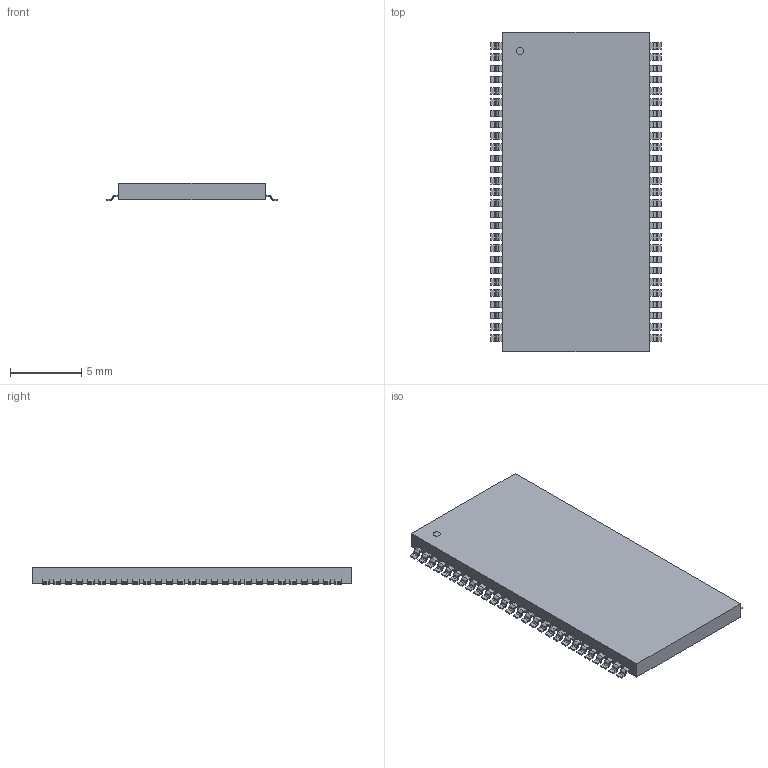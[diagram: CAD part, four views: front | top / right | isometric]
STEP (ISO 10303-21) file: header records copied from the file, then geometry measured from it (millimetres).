
FILE_DESCRIPTION(('STEP AP214'),'1');
FILE_NAME('WIN_TSOP-54_WIN','2025-08-24T07:48:57',(''),(''),'','','');
FILE_SCHEMA(('AUTOMOTIVE_DESIGN'));
Length unit declared in the file: millimetre
Products named in the file (1): product
Bounding box: 11.96 x 22.35 x 1.2 mm (x, y, z)
Volume: 265 mm3; surface area: 598 mm2
Topology: 56 solids, 56 shells, 765 faces, 1959 edges, 1306 vertices
Faces by surface type: plane 548, cylinder 217
Full cylindrical faces by diameter (mm): 0.514 x1
Entity records: 22189 total; most frequent: DIRECTION 3926, ORIENTED_EDGE 3916, CARTESIAN_POINT 2291, EDGE_CURVE 1958, LINE 1524, VECTOR 1524, VERTEX_POINT 1306, AXIS2_PLACEMENT_3D 1201
